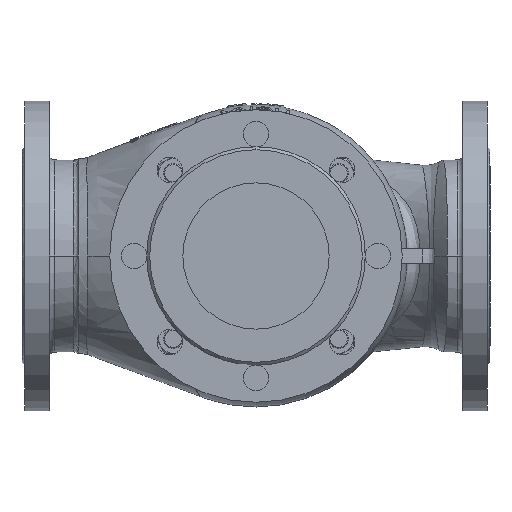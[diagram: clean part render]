
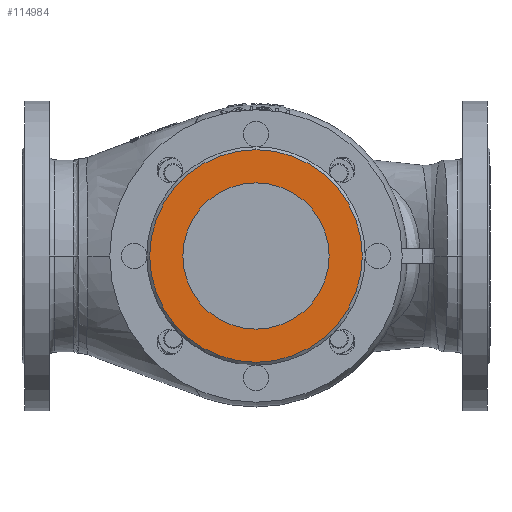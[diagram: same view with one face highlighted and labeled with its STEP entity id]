
A CAD part, front view. The second image highlights one B-rep face of the part: STEP entity #114984.
In plain terms, the highlighted planar face has unit normal (0, -1, 0).
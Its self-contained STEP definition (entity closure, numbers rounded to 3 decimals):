
#24801 = EDGE_CURVE ( 'NONE', #138241, #39641, #88868, .T. ) ;
#27190 = EDGE_CURVE ( 'NONE', #186522, #145168, #132769, .T. ) ;
#32819 = AXIS2_PLACEMENT_3D ( 'NONE', #89469, #198703, #105166 ) ;
#38800 = CARTESIAN_POINT ( 'NONE',  ( 0., -280., -109. ) ) ;
#39641 = VERTEX_POINT ( 'NONE', #38800 ) ;
#53109 = DIRECTION ( 'NONE',  ( 0., 0., 1. ) ) ;
#53911 = ORIENTED_EDGE ( 'NONE', *, *, #62434, .F. ) ;
#54238 = CIRCLE ( 'NONE', #77768, 75. ) ;
#62434 = EDGE_CURVE ( 'NONE', #39641, #138241, #119049, .T. ) ;
#65167 = DIRECTION ( 'NONE',  ( 0., -1., 0. ) ) ;
#65535 = ORIENTED_EDGE ( 'NONE', *, *, #27190, .F. ) ;
#71958 = AXIS2_PLACEMENT_3D ( 'NONE', #158677, #65167, #174353 ) ;
#74037 = DIRECTION ( 'NONE',  ( 0., 1., 0. ) ) ;
#77768 = AXIS2_PLACEMENT_3D ( 'NONE', #184445, #90916, #200150 ) ;
#80329 = CARTESIAN_POINT ( 'NONE',  ( 0., -280., -75. ) ) ;
#88564 = CARTESIAN_POINT ( 'NONE',  ( 0., -280., 75. ) ) ;
#88868 = CIRCLE ( 'NONE', #132092, 109. ) ;
#89469 = CARTESIAN_POINT ( 'NONE',  ( 0., -280., 0. ) ) ;
#90916 = DIRECTION ( 'NONE',  ( 0., -1., 0. ) ) ;
#105166 = DIRECTION ( 'NONE',  ( 0., 0., 1. ) ) ;
#114984 = ADVANCED_FACE ( 'NONE', ( #119951, #198121 ), #130915, .F. ) ;
#119049 = CIRCLE ( 'NONE', #32819, 109. ) ;
#119951 = FACE_BOUND ( 'NONE', #155111, .T. ) ;
#125116 = EDGE_LOOP ( 'NONE', ( #179917, #53911 ) ) ;
#130231 = CARTESIAN_POINT ( 'NONE',  ( 75., -280., 0. ) ) ;
#130915 = PLANE ( 'NONE',  #175474 ) ;
#132092 = AXIS2_PLACEMENT_3D ( 'NONE', #167575, #74037, #183239 ) ;
#132769 = CIRCLE ( 'NONE', #71958, 75. ) ;
#138241 = VERTEX_POINT ( 'NONE', #161671 ) ;
#145168 = VERTEX_POINT ( 'NONE', #88564 ) ;
#146607 = DIRECTION ( 'NONE',  ( 0., 1., 0. ) ) ;
#155111 = EDGE_LOOP ( 'NONE', ( #65535, #184221 ) ) ;
#158677 = CARTESIAN_POINT ( 'NONE',  ( 0., -280., 0. ) ) ;
#161671 = CARTESIAN_POINT ( 'NONE',  ( 0., -280., 109. ) ) ;
#167575 = CARTESIAN_POINT ( 'NONE',  ( 0., -280., 0. ) ) ;
#174353 = DIRECTION ( 'NONE',  ( 0., 0., -1. ) ) ;
#175474 = AXIS2_PLACEMENT_3D ( 'NONE', #130231, #146607, #53109 ) ;
#179917 = ORIENTED_EDGE ( 'NONE', *, *, #24801, .F. ) ;
#183239 = DIRECTION ( 'NONE',  ( 0., 0., 1. ) ) ;
#184221 = ORIENTED_EDGE ( 'NONE', *, *, #196354, .F. ) ;
#184445 = CARTESIAN_POINT ( 'NONE',  ( 0., -280., 0. ) ) ;
#186522 = VERTEX_POINT ( 'NONE', #80329 ) ;
#196354 = EDGE_CURVE ( 'NONE', #145168, #186522, #54238, .T. ) ;
#198121 = FACE_OUTER_BOUND ( 'NONE', #125116, .T. ) ;
#198703 = DIRECTION ( 'NONE',  ( 0., 1., 0. ) ) ;
#200150 = DIRECTION ( 'NONE',  ( 0., 0., -1. ) ) ;
